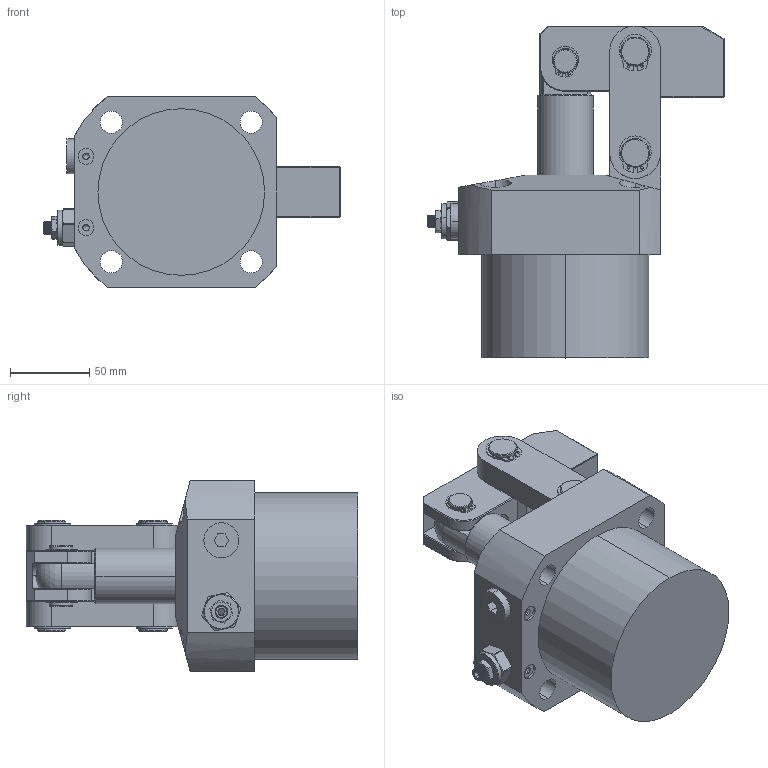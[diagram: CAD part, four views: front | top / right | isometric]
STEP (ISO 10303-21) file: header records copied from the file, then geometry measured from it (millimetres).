
FILE_DESCRIPTION (( 'STEP AP203' ), '1' );
FILE_NAME ('CLKA-105C杠杆式油压缸三维图.STEP', '2019-04-18T03:22:49', ( 'User' ), ( 'china' ), 'SwSTEP 2.0', 'SolidWorks 2018', '' );
FILE_SCHEMA (( 'CONFIG_CONTROL_DESIGN' ));
Length unit declared in the file: millimetre
Products named in the file (11): 囀鞠褒黑芛郔陔03-811_2; CZL30覃厒概02_2; 105活塞杆_2; 105G掛极; ﾁｬｸﾋ_1_1; CLKA-105C杠杆式油压缸三维图; ﾑｹｱﾛ_1_1; ｶﾌﾖ畧1_1; 結15_1_1; 結18_1_1; ｳ､ﾖ畧1_1
Assembly tree (16 placements, depth 2):
  CLKA-105C杠杆式油压缸三维图
    105活塞杆_2
    ﾁｬｸﾋ_1_1  x2
    ﾑｹｱﾛ_1_1
    ｶﾌﾖ畧1_1
    結15_1_1  x2
    結18_1_1  x4
    ｳ､ﾖ畧1_1  x2
    囀鞠褒黑芛郔陔03-811_2
    CZL30覃厒概02_2
    105G掛极
Bounding box: 186.5 x 209 x 120 mm (x, y, z)
Volume: 1089109.7 mm3; surface area: 201776.1 mm2
Topology: 14 solids, 19 shells, 494 faces, 1243 edges, 806 vertices
Faces by surface type: cylinder 238, plane 178, cone 69, bspline 7, sphere 2
Entity records: 15060 total; most frequent: CARTESIAN_POINT 4947, DIRECTION 1889, ORIENTED_EDGE 1800, EDGE_CURVE 913, AXIS2_PLACEMENT_3D 721, VERTEX_POINT 589, VECTOR 447, LINE 447
